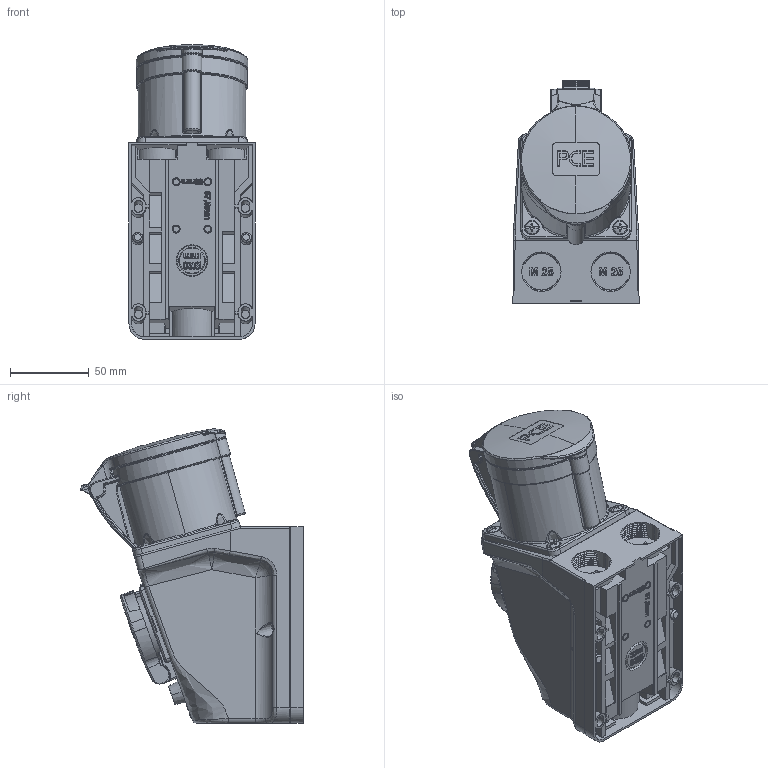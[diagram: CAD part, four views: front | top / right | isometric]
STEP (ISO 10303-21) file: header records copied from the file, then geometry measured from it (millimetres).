
FILE_DESCRIPTION (( 'STEP AP203' ), '1' );
FILE_NAME ('9225-6.STEP', '2017-12-21T09:46:08', ( '' ), ( '' ), 'SwSTEP 2.0', 'SolidWorks 2016', '' );
FILE_SCHEMA (( 'CONFIG_CONTROL_DESIGN' ));
Length unit declared in the file: millimetre
Products named in the file (1): 9225-6
Bounding box: 80.14 x 141.43 x 187.18 mm (x, y, z)
Volume: 986909.5 mm3; surface area: 88463.4 mm2
Topology: 1 solids, 6 shells, 2448 faces, 6422 edges, 4053 vertices
Faces by surface type: plane 1084, bspline 624, cylinder 411, torus 188, cone 92, sphere 49
Entity records: 121670 total; most frequent: CARTESIAN_POINT 68556, ORIENTED_EDGE 12740, DIRECTION 8740, EDGE_CURVE 6370, VERTEX_POINT 4048, AXIS2_PLACEMENT_3D 3019, LINE 2702, VECTOR 2702
